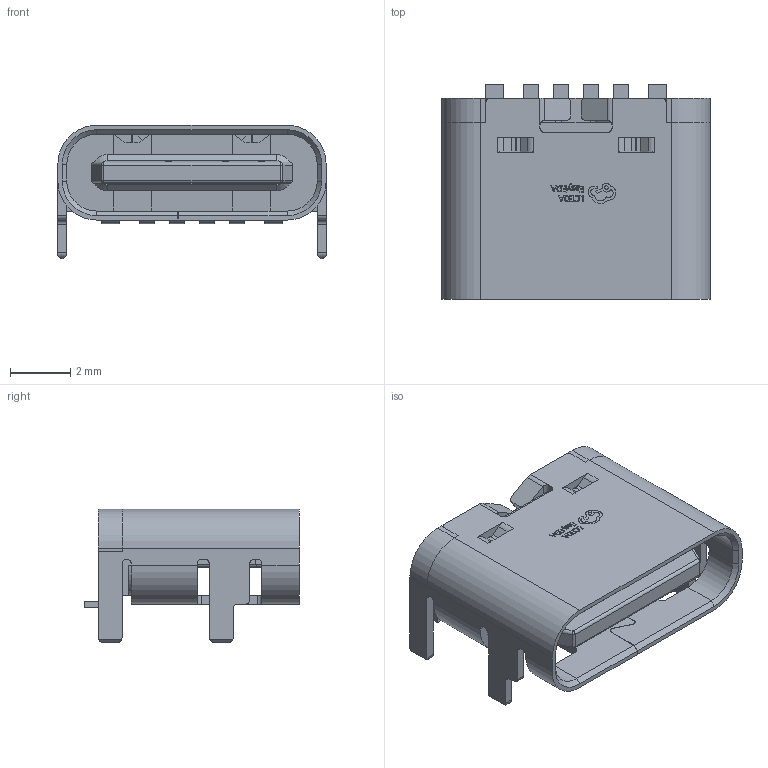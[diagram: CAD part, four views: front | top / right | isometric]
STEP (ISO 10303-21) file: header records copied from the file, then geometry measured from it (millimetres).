
FILE_DESCRIPTION (( 'STEP AP214' ), '1' );
FILE_NAME ('Download_STP_WR-COM_632722100213 (rev1).STEP', '2024-09-04T10:15:41', ( '' ), ( '' ), 'SwSTEP 2.0', 'SolidWorks 2021', '' );
FILE_SCHEMA (( 'AUTOMOTIVE_DESIGN' ));
Length unit declared in the file: millimetre
Products named in the file (1): Download_STP_WR-COM_632722100213 (rev1)
Bounding box: 8.94 x 7.15 x 4.45 mm (x, y, z)
Volume: 93.1 mm3; surface area: 576.1 mm2
Topology: 14 solids, 15 shells, 951 faces, 2648 edges, 1728 vertices
Faces by surface type: plane 627, cylinder 214, bspline 98, cone 8, sphere 4
Entity records: 41375 total; most frequent: CARTESIAN_POINT 6758, ORIENTED_EDGE 5288, DIRECTION 4529, EDGE_CURVE 2644, VECTOR 1987, LINE 1987, VERTEX_POINT 1728, AXIS2_PLACEMENT_3D 1271
